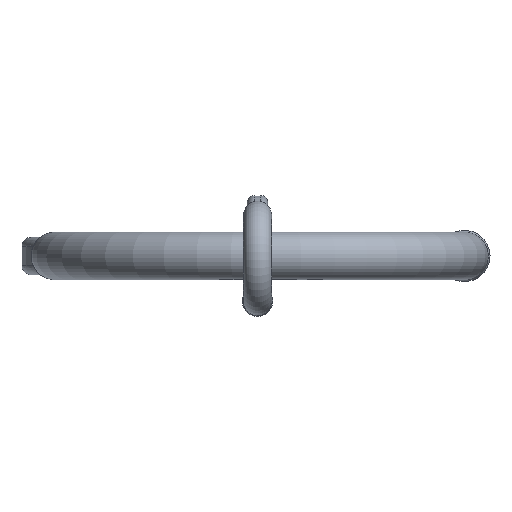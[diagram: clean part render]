
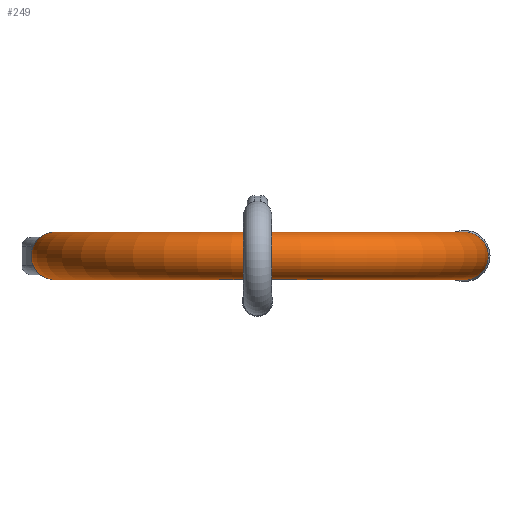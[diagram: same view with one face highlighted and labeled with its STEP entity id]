
A CAD part, front view. The second image highlights one B-rep face of the part: STEP entity #249.
In plain terms, the highlighted toroidal (fillet/blend) face has major radius 141.5 mm and minor radius 16.5 mm.
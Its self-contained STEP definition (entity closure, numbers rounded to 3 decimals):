
#233=TOROIDAL_SURFACE('',#1446,141.5,16.5);
#249=ADVANCED_FACE('',(#444,#445),#233,.T.);
#360=CIRCLE('',#1433,16.5);
#362=CIRCLE('',#1439,16.5);
#444=FACE_BOUND('',#476,.T.);
#445=FACE_BOUND('',#477,.T.);
#476=EDGE_LOOP('',(#614));
#477=EDGE_LOOP('',(#615));
#614=ORIENTED_EDGE('',*,*,#1150,.F.);
#615=ORIENTED_EDGE('',*,*,#1136,.T.);
#1006=VERTEX_POINT('',#1951);
#1020=VERTEX_POINT('',#2047);
#1136=EDGE_CURVE('',#1006,#1006,#360,.T.);
#1150=EDGE_CURVE('',#1020,#1020,#362,.T.);
#1433=AXIS2_PLACEMENT_3D('',#1950,#1571,#1572);
#1439=AXIS2_PLACEMENT_3D('',#2046,#1583,#1584);
#1446=AXIS2_PLACEMENT_3D('',#2057,#1597,#1598);
#1571=DIRECTION('',(0.,-1.,0.));
#1572=DIRECTION('',(1.,0.,0.));
#1583=DIRECTION('',(0.,1.,0.));
#1584=DIRECTION('',(-1.,0.,0.));
#1597=DIRECTION('',(0.,0.,-1.));
#1598=DIRECTION('',(-1.,0.,0.));
#1950=CARTESIAN_POINT('',(-141.5,-125.,0.));
#1951=CARTESIAN_POINT('',(-125.,-125.,0.));
#2046=CARTESIAN_POINT('',(141.5,-125.,0.));
#2047=CARTESIAN_POINT('',(125.,-125.,0.));
#2057=CARTESIAN_POINT('',(0.,-125.,0.));
